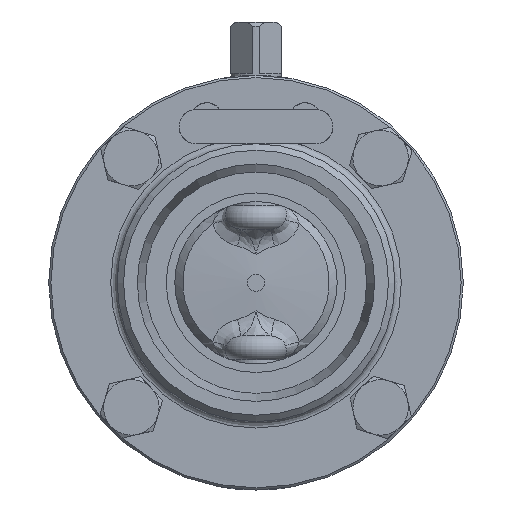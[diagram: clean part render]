
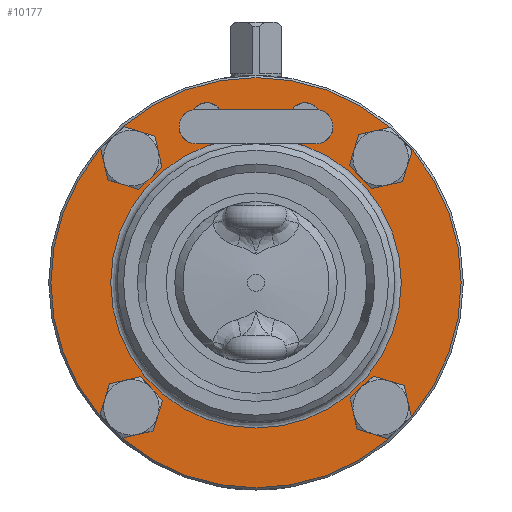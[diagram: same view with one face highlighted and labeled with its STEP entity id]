
A CAD part, left-side view. The second image highlights one B-rep face of the part: STEP entity #10177.
In plain terms, the highlighted planar face has unit normal (-1, 0, 0).
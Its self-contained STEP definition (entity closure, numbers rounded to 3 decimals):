
#1808=CARTESIAN_POINT('',(-10.,11.5,34.9));
#1809=VERTEX_POINT('',#1808);
#1810=CARTESIAN_POINT('',(-10.0,11.5,38.5));
#1811=DIRECTION('',(1.0,0.0,0.0));
#1812=DIRECTION('',(0.0,0.0,-1.0));
#1813=AXIS2_PLACEMENT_3D('',#1810,#1811,#1812);
#1814=CIRCLE('',#1813,3.6);
#1815=EDGE_CURVE('',#1809,#1809,#1814,.T.);
#1845=CARTESIAN_POINT('',(-10.,-11.5,34.9));
#1846=VERTEX_POINT('',#1845);
#1847=CARTESIAN_POINT('',(-10.0,-11.5,38.5));
#1848=DIRECTION('',(1.0,0.0,0.0));
#1849=DIRECTION('',(0.0,0.0,-1.0));
#1850=AXIS2_PLACEMENT_3D('',#1847,#1848,#1849);
#1851=CIRCLE('',#1850,3.6);
#1852=EDGE_CURVE('',#1846,#1846,#1851,.T.);
#2891=CARTESIAN_POINT('',(-10.,-33.355,-25.301));
#2892=VERTEX_POINT('',#2891);
#2893=CARTESIAN_POINT('',(-10.,-29.168,-29.168));
#2894=DIRECTION('',(1.0,0.0,0.0));
#2895=DIRECTION('',(0.0,-0.735,0.679));
#2896=AXIS2_PLACEMENT_3D('',#2893,#2894,#2895);
#2897=CIRCLE('',#2896,5.7);
#2898=EDGE_CURVE('',#2892,#2892,#2897,.T.);
#3769=CARTESIAN_POINT('',(-10.,25.301,-33.355));
#3770=VERTEX_POINT('',#3769);
#3771=CARTESIAN_POINT('',(-10.,29.168,-29.168));
#3772=DIRECTION('',(1.0,0.0,0.0));
#3773=DIRECTION('',(0.0,-0.679,-0.735));
#3774=AXIS2_PLACEMENT_3D('',#3771,#3772,#3773);
#3775=CIRCLE('',#3774,5.7);
#3776=EDGE_CURVE('',#3770,#3770,#3775,.T.);
#4647=CARTESIAN_POINT('',(-10.,33.355,25.301));
#4648=VERTEX_POINT('',#4647);
#4649=CARTESIAN_POINT('',(-10.,29.168,29.168));
#4650=DIRECTION('',(1.0,0.0,0.0));
#4651=DIRECTION('',(0.0,0.735,-0.679));
#4652=AXIS2_PLACEMENT_3D('',#4649,#4650,#4651);
#4653=CIRCLE('',#4652,5.7);
#4654=EDGE_CURVE('',#4648,#4648,#4653,.T.);
#5525=CARTESIAN_POINT('',(-10.,-25.301,33.355));
#5526=VERTEX_POINT('',#5525);
#5527=CARTESIAN_POINT('',(-10.,-29.168,29.168));
#5528=DIRECTION('',(1.0,0.0,0.0));
#5529=DIRECTION('',(0.0,0.679,0.735));
#5530=AXIS2_PLACEMENT_3D('',#5527,#5528,#5529);
#5531=CIRCLE('',#5530,5.7);
#5532=EDGE_CURVE('',#5526,#5526,#5531,.T.);
#10117=CARTESIAN_POINT('',(-10.,-48.,0.0));
#10118=VERTEX_POINT('',#10117);
#10119=CARTESIAN_POINT('',(-10.,0.0,0.0));
#10120=DIRECTION('',(-1.0,0.0,0.0));
#10121=DIRECTION('',(0.0,-1.0,0.0));
#10122=AXIS2_PLACEMENT_3D('',#10119,#10120,#10121);
#10123=CIRCLE('',#10122,48.);
#10124=EDGE_CURVE('',#10118,#10118,#10123,.T.);
#10140=CARTESIAN_POINT('',(-10.,-41.,0.0));
#10141=DIRECTION('',(-1.0,0.0,0.0));
#10142=DIRECTION('',(0.0,0.0,-1.0));
#10143=AXIS2_PLACEMENT_3D('',#10140,#10141,#10142);
#10144=PLANE('',#10143);
#10145=ORIENTED_EDGE('',*,*,#10124,.T.);
#10146=EDGE_LOOP('',(#10145));
#10147=FACE_OUTER_BOUND('',#10146,.T.);
#10148=ORIENTED_EDGE('',*,*,#2898,.T.);
#10149=EDGE_LOOP('',(#10148));
#10150=FACE_BOUND('',#10149,.T.);
#10151=ORIENTED_EDGE('',*,*,#3776,.T.);
#10152=EDGE_LOOP('',(#10151));
#10153=FACE_BOUND('',#10152,.T.);
#10154=ORIENTED_EDGE('',*,*,#4654,.T.);
#10155=EDGE_LOOP('',(#10154));
#10156=FACE_BOUND('',#10155,.T.);
#10157=ORIENTED_EDGE('',*,*,#5532,.T.);
#10158=EDGE_LOOP('',(#10157));
#10159=FACE_BOUND('',#10158,.T.);
#10160=ORIENTED_EDGE('',*,*,#1815,.T.);
#10161=EDGE_LOOP('',(#10160));
#10162=FACE_BOUND('',#10161,.T.);
#10163=ORIENTED_EDGE('',*,*,#1852,.T.);
#10164=EDGE_LOOP('',(#10163));
#10165=FACE_BOUND('',#10164,.T.);
#10166=CARTESIAN_POINT('',(-10.,-34.0,0.0));
#10167=VERTEX_POINT('',#10166);
#10168=CARTESIAN_POINT('',(-10.,0.0,0.0));
#10169=DIRECTION('',(-1.0,0.0,0.0));
#10170=DIRECTION('',(0.0,-1.0,0.0));
#10171=AXIS2_PLACEMENT_3D('',#10168,#10169,#10170);
#10172=CIRCLE('',#10171,34.0);
#10173=EDGE_CURVE('',#10167,#10167,#10172,.T.);
#10174=ORIENTED_EDGE('',*,*,#10173,.F.);
#10175=EDGE_LOOP('',(#10174));
#10176=FACE_BOUND('',#10175,.T.);
#10177=ADVANCED_FACE('',(#10147,#10150,#10153,#10156,#10159,#10162,#10165,#10176),#10144,.T.);
